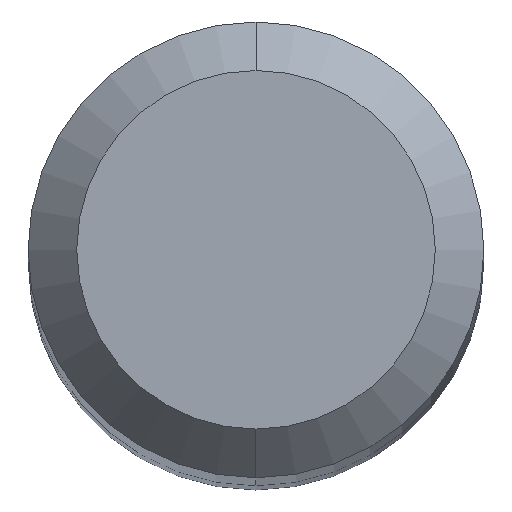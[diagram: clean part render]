
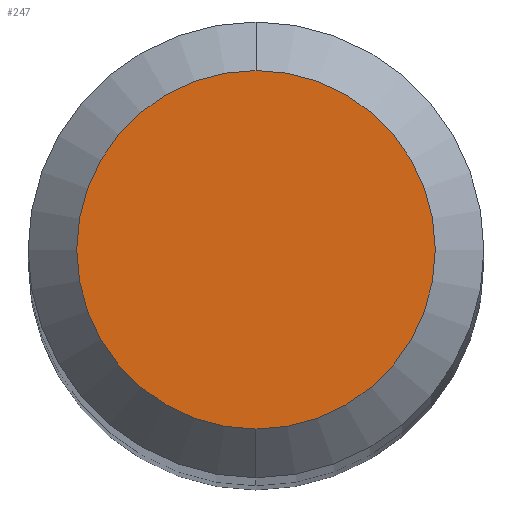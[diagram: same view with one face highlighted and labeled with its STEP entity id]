
A CAD part, top view. The second image highlights one B-rep face of the part: STEP entity #247.
In plain terms, the highlighted planar face has unit normal (0, 0, 1).
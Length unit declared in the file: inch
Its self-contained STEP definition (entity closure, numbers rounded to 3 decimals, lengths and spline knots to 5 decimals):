
#23 = CIRCLE ( 'NONE', #382, 0.07375 ) ;
#28 = CARTESIAN_POINT ( 'NONE',  ( 0., 0., 0. ) ) ;
#35 = VERTEX_POINT ( 'NONE', #305 ) ;
#40 = EDGE_LOOP ( 'NONE', ( #193, #329 ) ) ;
#52 = AXIS2_PLACEMENT_3D ( 'NONE', #124, #248, #156 ) ;
#88 = DIRECTION ( 'NONE',  ( 0., -1., 0. ) ) ;
#116 = DIRECTION ( 'NONE',  ( 0., -1., 0. ) ) ;
#124 = CARTESIAN_POINT ( 'NONE',  ( 0., 0.07375, 0. ) ) ;
#130 = EDGE_CURVE ( 'NONE', #236, #35, #23, .T. ) ;
#156 = DIRECTION ( 'NONE',  ( 0., 1., 0. ) ) ;
#179 = CIRCLE ( 'NONE', #231, 0.07375 ) ;
#193 = ORIENTED_EDGE ( 'NONE', *, *, #244, .T. ) ;
#217 = PLANE ( 'NONE',  #52 ) ;
#231 = AXIS2_PLACEMENT_3D ( 'NONE', #28, #373, #88 ) ;
#236 = VERTEX_POINT ( 'NONE', #246 ) ;
#241 = CARTESIAN_POINT ( 'NONE',  ( 0., 0., 0. ) ) ;
#244 = EDGE_CURVE ( 'NONE', #35, #236, #179, .T. ) ;
#246 = CARTESIAN_POINT ( 'NONE',  ( 0., -0.07375, 0. ) ) ;
#247 = ADVANCED_FACE ( 'NONE', ( #343 ), #217, .F. ) ;
#248 = DIRECTION ( 'NONE',  ( 0., 0., -1. ) ) ;
#305 = CARTESIAN_POINT ( 'NONE',  ( 0., 0.07375, 0. ) ) ;
#329 = ORIENTED_EDGE ( 'NONE', *, *, #130, .T. ) ;
#343 = FACE_OUTER_BOUND ( 'NONE', #40, .T. ) ;
#373 = DIRECTION ( 'NONE',  ( 0., 0., 1. ) ) ;
#382 = AXIS2_PLACEMENT_3D ( 'NONE', #241, #398, #116 ) ;
#398 = DIRECTION ( 'NONE',  ( 0., 0., 1. ) ) ;
